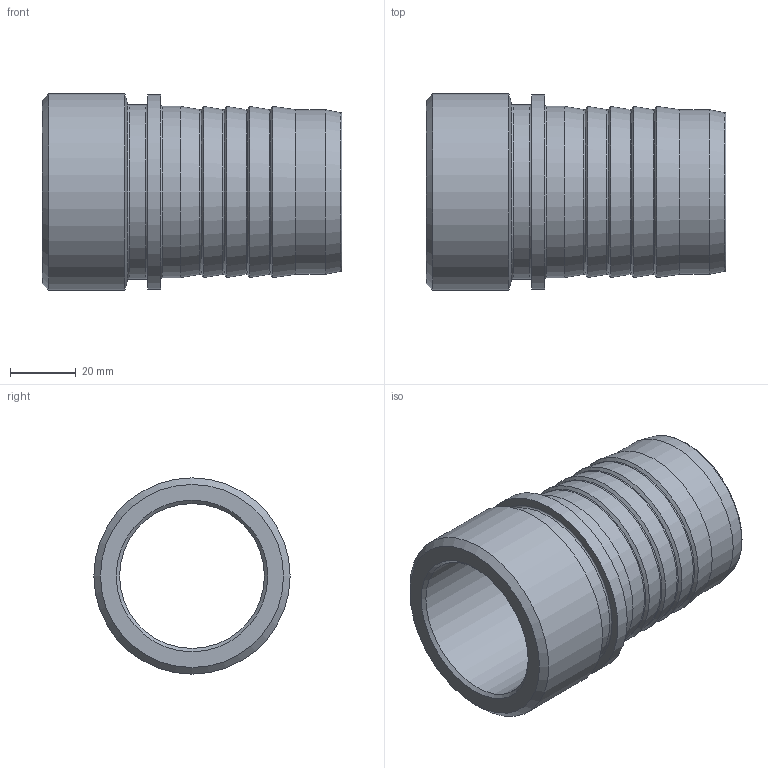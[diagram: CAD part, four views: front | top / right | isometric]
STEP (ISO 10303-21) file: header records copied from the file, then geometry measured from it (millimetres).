
FILE_DESCRIPTION(/* description */ ('EINSCHRAUBTÜLLE G 2"'),/* implementation_level */ '2;1');
FILE_NAME(/* name */ 'mstp-50t.stp',/* time_stamp */ '2020-04-21T08:58:43+02:00',/* author */ ('schnellinger'),/* organization */ (''),/* preprocessor_version */ 'ST-DEVELOPER v17',/* originating_system */ 'Autodesk Inventor 2018',/* authorisation */ '68959,26 mm^3');
FILE_SCHEMA (('AUTOMOTIVE_DESIGN { 1 0 10303 214 3 1 1 }'));
Length unit declared in the file: millimetre
Products named in the file (1): ENG-010059
Bounding box: 91 x 59.61 x 59.61 mm (x, y, z)
Volume: 68959.3 mm3; surface area: 31004.8 mm2
Topology: 1 solids, 1 shells, 32 faces, 104 edges, 76 vertices
Faces by surface type: cone 14, torus 8, cylinder 6, plane 4
Full cylindrical faces by diameter (mm): 44 x1, 50 x1, 52 x1, 53 x1, 59 x1, 59.614 x1
Entity records: 1314 total; most frequent: DIRECTION 254, CARTESIAN_POINT 213, ORIENTED_EDGE 208, AXIS2_PLACEMENT_3D 117, EDGE_CURVE 104, CIRCLE 84, VERTEX_POINT 76, EDGE_LOOP 36
